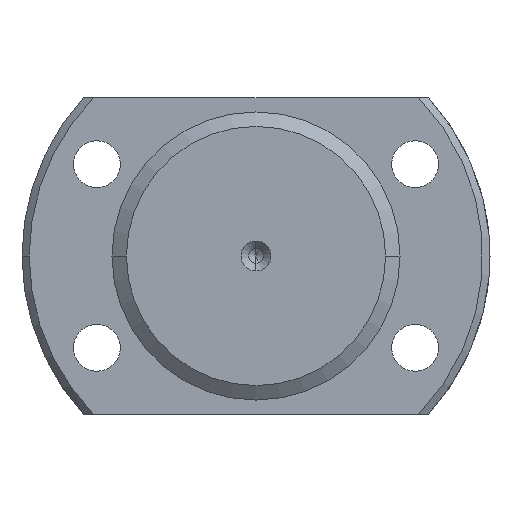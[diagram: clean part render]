
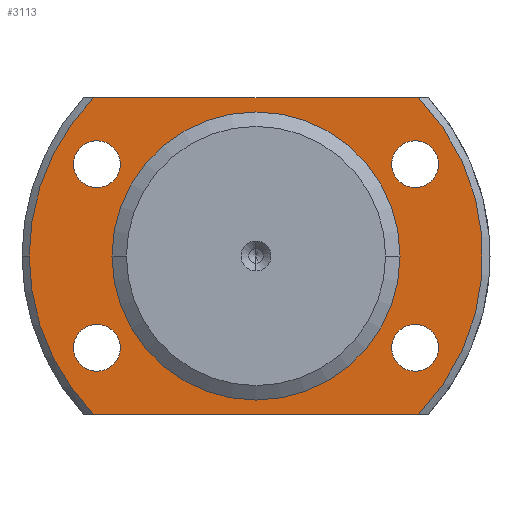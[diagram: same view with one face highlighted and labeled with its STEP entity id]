
A CAD part, left-side view. The second image highlights one B-rep face of the part: STEP entity #3113.
In plain terms, the highlighted planar face has unit normal (-1, 0, 0).
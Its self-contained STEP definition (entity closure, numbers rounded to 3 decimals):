
#17 = VERTEX_POINT ( 'NONE', #685 ) ;
#25 = DIRECTION ( 'NONE',  ( 0., 1., 0. ) ) ;
#29 = CARTESIAN_POINT ( 'NONE',  ( 17.5, 0., 0. ) ) ;
#70 = CARTESIAN_POINT ( 'NONE',  ( 17.5, -25.35, -12.75 ) ) ;
#76 = VERTEX_POINT ( 'NONE', #1201 ) ;
#77 = ORIENTED_EDGE ( 'NONE', *, *, #2594, .F. ) ;
#108 = FACE_BOUND ( 'NONE', #2049, .T. ) ;
#159 = AXIS2_PLACEMENT_3D ( 'NONE', #2571, #2097, #1579 ) ;
#176 = VERTEX_POINT ( 'NONE', #2677 ) ;
#220 = CARTESIAN_POINT ( 'NONE',  ( 17.5, 18.85, 12.75 ) ) ;
#262 = AXIS2_PLACEMENT_3D ( 'NONE', #1062, #814, #312 ) ;
#288 = VERTEX_POINT ( 'NONE', #1376 ) ;
#299 = ORIENTED_EDGE ( 'NONE', *, *, #2663, .T. ) ;
#312 = DIRECTION ( 'NONE',  ( 0., 1., 0. ) ) ;
#334 = VERTEX_POINT ( 'NONE', #70 ) ;
#394 = DIRECTION ( 'NONE',  ( 0., -1., 0. ) ) ;
#399 = DIRECTION ( 'NONE',  ( 1., 0., 0. ) ) ;
#423 = ORIENTED_EDGE ( 'NONE', *, *, #429, .T. ) ;
#425 = ORIENTED_EDGE ( 'NONE', *, *, #2064, .T. ) ;
#429 = EDGE_CURVE ( 'NONE', #1817, #334, #507, .T. ) ;
#441 = DIRECTION ( 'NONE',  ( 0., 1., 0. ) ) ;
#451 = DIRECTION ( 'NONE',  ( 0., 1., 0. ) ) ;
#485 = DIRECTION ( 'NONE',  ( 1., 0., 0. ) ) ;
#507 = CIRCLE ( 'NONE', #614, 3.25 ) ;
#551 = VERTEX_POINT ( 'NONE', #3008 ) ;
#607 = PLANE ( 'NONE',  #1459 ) ;
#614 = AXIS2_PLACEMENT_3D ( 'NONE', #944, #1664, #441 ) ;
#617 = EDGE_LOOP ( 'NONE', ( #423, #3102 ) ) ;
#630 = EDGE_CURVE ( 'NONE', #288, #551, #2840, .T. ) ;
#639 = LINE ( 'NONE', #1623, #2230 ) ;
#685 = CARTESIAN_POINT ( 'NONE',  ( 17.5, -22.544, 22. ) ) ;
#721 = CIRCLE ( 'NONE', #2333, 3.25 ) ;
#756 = DIRECTION ( 'NONE',  ( 1., 0., 0. ) ) ;
#770 = ORIENTED_EDGE ( 'NONE', *, *, #630, .T. ) ;
#804 = FACE_BOUND ( 'NONE', #1710, .T. ) ;
#814 = DIRECTION ( 'NONE',  ( 1., 0., 0. ) ) ;
#840 = DIRECTION ( 'NONE',  ( 1., 0., 0. ) ) ;
#841 = FACE_BOUND ( 'NONE', #617, .T. ) ;
#845 = EDGE_CURVE ( 'NONE', #76, #1921, #1500, .T. ) ;
#888 = AXIS2_PLACEMENT_3D ( 'NONE', #3183, #947, #2462 ) ;
#904 = CARTESIAN_POINT ( 'NONE',  ( 17.5, -20., 0. ) ) ;
#921 = EDGE_CURVE ( 'NONE', #176, #3012, #639, .T. ) ;
#944 = CARTESIAN_POINT ( 'NONE',  ( 17.5, -22.1, -12.75 ) ) ;
#947 = DIRECTION ( 'NONE',  ( 1., 0., 0. ) ) ;
#985 = AXIS2_PLACEMENT_3D ( 'NONE', #2430, #756, #1717 ) ;
#988 = EDGE_LOOP ( 'NONE', ( #770, #425 ) ) ;
#1062 = CARTESIAN_POINT ( 'NONE',  ( 17.5, 0., 0. ) ) ;
#1071 = VERTEX_POINT ( 'NONE', #220 ) ;
#1079 = EDGE_CURVE ( 'NONE', #334, #1817, #721, .T. ) ;
#1106 = FACE_BOUND ( 'NONE', #1994, .T. ) ;
#1136 = VERTEX_POINT ( 'NONE', #2102 ) ;
#1146 = CIRCLE ( 'NONE', #1502, 31.5 ) ;
#1155 = CARTESIAN_POINT ( 'NONE',  ( 17.5, -18.85, -12.75 ) ) ;
#1164 = ORIENTED_EDGE ( 'NONE', *, *, #1352, .F. ) ;
#1172 = CARTESIAN_POINT ( 'NONE',  ( 17.5, -20., 22. ) ) ;
#1194 = AXIS2_PLACEMENT_3D ( 'NONE', #3153, #3170, #1419 ) ;
#1201 = CARTESIAN_POINT ( 'NONE',  ( 17.5, -18.85, 12.75 ) ) ;
#1222 = CARTESIAN_POINT ( 'NONE',  ( 17.5, -22.1, -12.75 ) ) ;
#1223 = CARTESIAN_POINT ( 'NONE',  ( 17.5, 22.1, 12.75 ) ) ;
#1236 = CARTESIAN_POINT ( 'NONE',  ( 17.5, 25.35, 12.75 ) ) ;
#1294 = AXIS2_PLACEMENT_3D ( 'NONE', #29, #2024, #2279 ) ;
#1350 = DIRECTION ( 'NONE',  ( 1., 0., 0. ) ) ;
#1352 = EDGE_CURVE ( 'NONE', #1375, #17, #1618, .T. ) ;
#1375 = VERTEX_POINT ( 'NONE', #1381 ) ;
#1376 = CARTESIAN_POINT ( 'NONE',  ( 17.5, 20., 0. ) ) ;
#1381 = CARTESIAN_POINT ( 'NONE',  ( 17.5, 22.544, 22. ) ) ;
#1387 = VERTEX_POINT ( 'NONE', #2372 ) ;
#1419 = DIRECTION ( 'NONE',  ( 0., 1., 0. ) ) ;
#1453 = CIRCLE ( 'NONE', #2133, 3.25 ) ;
#1459 = AXIS2_PLACEMENT_3D ( 'NONE', #904, #2899, #3116 ) ;
#1476 = DIRECTION ( 'NONE',  ( 0., 1., 0. ) ) ;
#1500 = CIRCLE ( 'NONE', #1709, 3.25 ) ;
#1502 = AXIS2_PLACEMENT_3D ( 'NONE', #2321, #1350, #1821 ) ;
#1557 = CIRCLE ( 'NONE', #888, 31.5 ) ;
#1579 = DIRECTION ( 'NONE',  ( 0., 1., 0. ) ) ;
#1580 = DIRECTION ( 'NONE',  ( 0., 1., 0. ) ) ;
#1618 = LINE ( 'NONE', #1172, #2443 ) ;
#1623 = CARTESIAN_POINT ( 'NONE',  ( 17.5, -20., -22. ) ) ;
#1627 = VERTEX_POINT ( 'NONE', #2803 ) ;
#1658 = ORIENTED_EDGE ( 'NONE', *, *, #2315, .T. ) ;
#1664 = DIRECTION ( 'NONE',  ( 1., 0., 0. ) ) ;
#1683 = EDGE_CURVE ( 'NONE', #176, #1387, #3013, .T. ) ;
#1709 = AXIS2_PLACEMENT_3D ( 'NONE', #2182, #399, #451 ) ;
#1710 = EDGE_LOOP ( 'NONE', ( #2511, #2635 ) ) ;
#1717 = DIRECTION ( 'NONE',  ( 0., 1., 0. ) ) ;
#1723 = CARTESIAN_POINT ( 'NONE',  ( 17.5, -22.1, 12.75 ) ) ;
#1764 = CIRCLE ( 'NONE', #1194, 3.25 ) ;
#1800 = CARTESIAN_POINT ( 'NONE',  ( 17.5, -22.544, -22. ) ) ;
#1817 = VERTEX_POINT ( 'NONE', #1155 ) ;
#1821 = DIRECTION ( 'NONE',  ( 0., 1., 0. ) ) ;
#1906 = DIRECTION ( 'NONE',  ( 0., -1., 0. ) ) ;
#1921 = VERTEX_POINT ( 'NONE', #2476 ) ;
#1933 = EDGE_CURVE ( 'NONE', #1071, #2492, #2394, .T. ) ;
#1987 = EDGE_CURVE ( 'NONE', #17, #3012, #1557, .T. ) ;
#1994 = EDGE_LOOP ( 'NONE', ( #1658, #299 ) ) ;
#2024 = DIRECTION ( 'NONE',  ( 1., 0., 0. ) ) ;
#2049 = EDGE_LOOP ( 'NONE', ( #2509, #2308 ) ) ;
#2064 = EDGE_CURVE ( 'NONE', #551, #288, #3211, .T. ) ;
#2092 = EDGE_LOOP ( 'NONE', ( #1164, #77, #3150, #2822, #2213 ) ) ;
#2097 = DIRECTION ( 'NONE',  ( 1., 0., 0. ) ) ;
#2100 = FACE_BOUND ( 'NONE', #988, .T. ) ;
#2102 = CARTESIAN_POINT ( 'NONE',  ( 17.5, 18.85, -12.75 ) ) ;
#2133 = AXIS2_PLACEMENT_3D ( 'NONE', #1223, #485, #25 ) ;
#2182 = CARTESIAN_POINT ( 'NONE',  ( 17.5, -22.1, 12.75 ) ) ;
#2211 = DIRECTION ( 'NONE',  ( 1., 0., 0. ) ) ;
#2213 = ORIENTED_EDGE ( 'NONE', *, *, #1987, .F. ) ;
#2230 = VECTOR ( 'NONE', #1906, 1000. ) ;
#2236 = CIRCLE ( 'NONE', #2541, 3.25 ) ;
#2279 = DIRECTION ( 'NONE',  ( 0., 1., 0. ) ) ;
#2308 = ORIENTED_EDGE ( 'NONE', *, *, #1933, .T. ) ;
#2315 = EDGE_CURVE ( 'NONE', #1627, #1136, #2964, .T. ) ;
#2321 = CARTESIAN_POINT ( 'NONE',  ( 17.5, 0., 0. ) ) ;
#2333 = AXIS2_PLACEMENT_3D ( 'NONE', #1222, #2211, #3201 ) ;
#2372 = CARTESIAN_POINT ( 'NONE',  ( 17.5, 31.5, 0. ) ) ;
#2394 = CIRCLE ( 'NONE', #985, 3.25 ) ;
#2419 = EDGE_CURVE ( 'NONE', #2492, #1071, #1453, .T. ) ;
#2430 = CARTESIAN_POINT ( 'NONE',  ( 17.5, 22.1, 12.75 ) ) ;
#2443 = VECTOR ( 'NONE', #394, 1000. ) ;
#2462 = DIRECTION ( 'NONE',  ( 0., 1., 0. ) ) ;
#2476 = CARTESIAN_POINT ( 'NONE',  ( 17.5, -25.35, 12.75 ) ) ;
#2492 = VERTEX_POINT ( 'NONE', #1236 ) ;
#2494 = AXIS2_PLACEMENT_3D ( 'NONE', #3066, #840, #1580 ) ;
#2509 = ORIENTED_EDGE ( 'NONE', *, *, #2419, .T. ) ;
#2511 = ORIENTED_EDGE ( 'NONE', *, *, #845, .T. ) ;
#2541 = AXIS2_PLACEMENT_3D ( 'NONE', #1723, #2715, #1476 ) ;
#2571 = CARTESIAN_POINT ( 'NONE',  ( 17.5, 22.1, -12.75 ) ) ;
#2594 = EDGE_CURVE ( 'NONE', #1387, #1375, #1146, .T. ) ;
#2635 = ORIENTED_EDGE ( 'NONE', *, *, #2870, .T. ) ;
#2663 = EDGE_CURVE ( 'NONE', #1136, #1627, #1764, .T. ) ;
#2677 = CARTESIAN_POINT ( 'NONE',  ( 17.5, 22.544, -22. ) ) ;
#2715 = DIRECTION ( 'NONE',  ( 1., 0., 0. ) ) ;
#2803 = CARTESIAN_POINT ( 'NONE',  ( 17.5, 25.35, -12.75 ) ) ;
#2822 = ORIENTED_EDGE ( 'NONE', *, *, #921, .T. ) ;
#2840 = CIRCLE ( 'NONE', #1294, 20. ) ;
#2870 = EDGE_CURVE ( 'NONE', #1921, #76, #2236, .T. ) ;
#2899 = DIRECTION ( 'NONE',  ( 1., 0., 0. ) ) ;
#2964 = CIRCLE ( 'NONE', #159, 3.25 ) ;
#3008 = CARTESIAN_POINT ( 'NONE',  ( 17.5, -20., 0. ) ) ;
#3012 = VERTEX_POINT ( 'NONE', #1800 ) ;
#3013 = CIRCLE ( 'NONE', #2494, 31.5 ) ;
#3066 = CARTESIAN_POINT ( 'NONE',  ( 17.5, 0., 0. ) ) ;
#3084 = FACE_OUTER_BOUND ( 'NONE', #2092, .T. ) ;
#3102 = ORIENTED_EDGE ( 'NONE', *, *, #1079, .T. ) ;
#3113 = ADVANCED_FACE ( 'NONE', ( #108, #804, #841, #1106, #2100, #3084 ), #607, .F. ) ;
#3116 = DIRECTION ( 'NONE',  ( 0., 1., 0. ) ) ;
#3150 = ORIENTED_EDGE ( 'NONE', *, *, #1683, .F. ) ;
#3153 = CARTESIAN_POINT ( 'NONE',  ( 17.5, 22.1, -12.75 ) ) ;
#3170 = DIRECTION ( 'NONE',  ( 1., 0., 0. ) ) ;
#3183 = CARTESIAN_POINT ( 'NONE',  ( 17.5, 0., 0. ) ) ;
#3201 = DIRECTION ( 'NONE',  ( 0., 1., 0. ) ) ;
#3211 = CIRCLE ( 'NONE', #262, 20. ) ;
